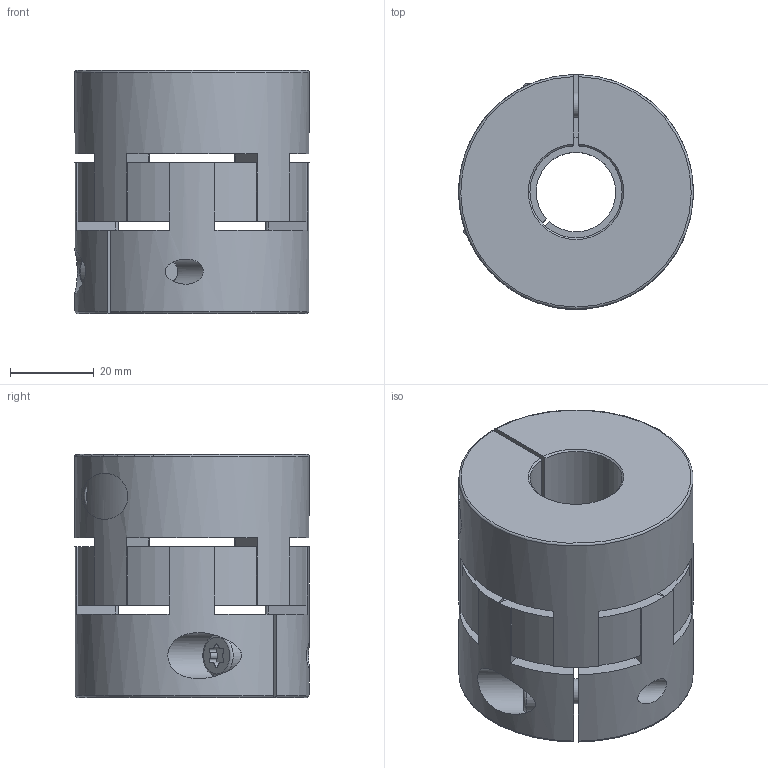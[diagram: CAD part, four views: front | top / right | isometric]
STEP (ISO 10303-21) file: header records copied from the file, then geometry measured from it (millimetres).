
FILE_DESCRIPTION(/* description */ ('STEP AP214'),/* implementation_level */ '2;1');
FILE_NAME(/* name */ '8099430_EAMC-56-58-19-22',/* time_stamp */ '2024-08-26T19:20:16+02:00',/* author */ ('License CC BY-ND 4.0'),/* organization */ ('CADENAS'),/* preprocessor_version */ 'ST-DEVELOPER v19.3',/* originating_system */ 'PARTsolutions',/* authorisation */ ' ');
FILE_SCHEMA (('AUTOMOTIVE_DESIGN {1 0 10303 214 3 1 1}'));
Length unit declared in the file: millimetre
Products named in the file (1): 8099430 EAMC-56-58-19-22
Bounding box: 56 x 56 x 58 mm (x, y, z)
Volume: 110440.6 mm3; surface area: 29413.3 mm2
Topology: 1 solids, 2 shells, 140 faces, 426 edges, 278 vertices
Faces by surface type: cylinder 79, plane 52, torus 5, cone 4
Full cylindrical faces by diameter (mm): 6 x5, 10 x2, 11 x2, 26.2 x1
Entity records: 5881 total; most frequent: CARTESIAN_POINT 944, DIRECTION 854, ORIENTED_EDGE 820, EDGE_CURVE 410, AXIS2_PLACEMENT_3D 318, VERTEX_POINT 276, LINE 218, VECTOR 218
